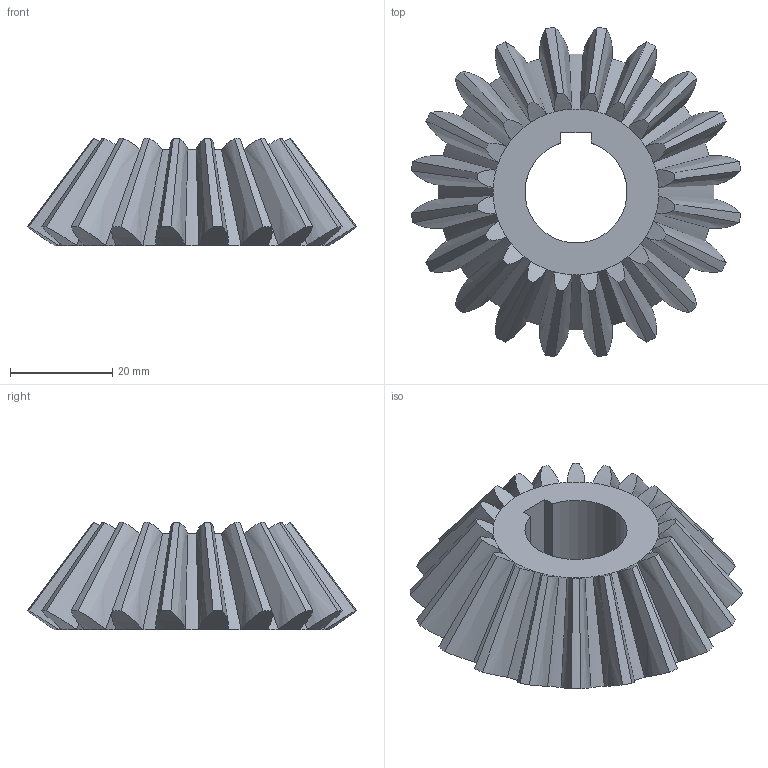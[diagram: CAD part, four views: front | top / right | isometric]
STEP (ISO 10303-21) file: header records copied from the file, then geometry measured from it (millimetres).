
FILE_DESCRIPTION( ('This file contains a STEP AP42 implementation' ,'as created by ZW3D STEP Interface translator.' ,'') ,'2;1' );
FILE_NAME( '小锥齿轮-主动轮.iam_1.stp' ,'251027.114734', (''), ('ZWCAD Software Co.'), 'Version 1.0', 'ZW3D to STEP translator', '' );
FILE_SCHEMA(('AUTOMOTIVE_DESIGN { 1 0 10303 214 1 1 1 1 }'));
Length unit declared in the file: millimetre
Products named in the file (4): 0; 苤袪喘謫-翋雄謫.iam_1; 苤袪喘謫-翋雄謫_1; 苤袪喘謫-翋雄謫_1 FEATURE_1_1
Assembly tree (2 placements, depth 3):
  0
  苤袪喘謫-翋雄謫.iam_1
    苤袪喘謫-翋雄謫_1
      苤袪喘謫-翋雄謫_1 FEATURE_1_1
Bounding box: 64.47 x 64.47 x 20.97 mm (x, y, z)
Volume: 30470.3 mm3; surface area: 11034.1 mm2
Topology: 1 solids, 1 shells, 126 faces, 292 edges, 168 vertices
Faces by surface type: cone 80, bspline 40, plane 5, cylinder 1
Entity records: 5016 total; most frequent: CARTESIAN_POINT 2313, ORIENTED_EDGE 584, DIRECTION 440, EDGE_CURVE 292, AXIS2_PLACEMENT_3D 215, VERTEX_POINT 168, B_SPLINE_CURVE_WITH_KNOTS 160, EDGE_LOOP 128
